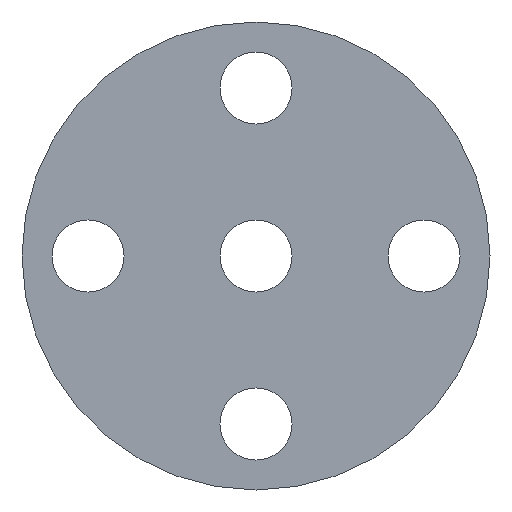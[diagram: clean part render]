
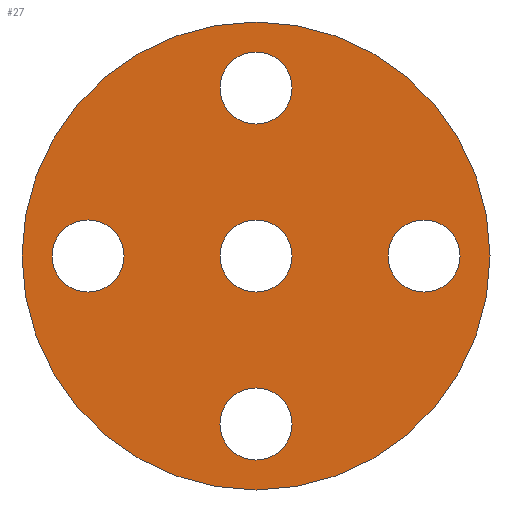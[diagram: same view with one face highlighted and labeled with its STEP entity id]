
A CAD part, front view. The second image highlights one B-rep face of the part: STEP entity #27.
In plain terms, the highlighted planar face has unit normal (0, -1, 0).
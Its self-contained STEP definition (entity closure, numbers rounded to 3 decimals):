
#2 = VERTEX_POINT ( 'NONE', #77 ) ;
#5 = DIRECTION ( 'NONE',  ( -1., 0., 0. ) ) ;
#13 = CARTESIAN_POINT ( 'NONE',  ( 9.75, 0., 0. ) ) ;
#16 = AXIS2_PLACEMENT_3D ( 'NONE', #84, #574, #633 ) ;
#27 = ADVANCED_FACE ( 'NONE', ( #235, #268, #476, #244, #321, #493 ), #203, .F. ) ;
#37 = VERTEX_POINT ( 'NONE', #152 ) ;
#38 = CARTESIAN_POINT ( 'NONE',  ( 0., 0., 0. ) ) ;
#48 = EDGE_CURVE ( 'NONE', #665, #37, #484, .T. ) ;
#50 = VERTEX_POINT ( 'NONE', #584 ) ;
#61 = CIRCLE ( 'NONE', #404, 1.5 ) ;
#72 = EDGE_LOOP ( 'NONE', ( #547, #543 ) ) ;
#77 = CARTESIAN_POINT ( 'NONE',  ( -5.5, 0., 0. ) ) ;
#79 = ORIENTED_EDGE ( 'NONE', *, *, #224, .F. ) ;
#80 = EDGE_LOOP ( 'NONE', ( #320, #315 ) ) ;
#82 = CIRCLE ( 'NONE', #16, 1.5 ) ;
#83 = CIRCLE ( 'NONE', #247, 9.75 ) ;
#84 = CARTESIAN_POINT ( 'NONE',  ( -7., 0., 0. ) ) ;
#106 = DIRECTION ( 'NONE',  ( 0., 1., 0. ) ) ;
#108 = ORIENTED_EDGE ( 'NONE', *, *, #283, .F. ) ;
#124 = DIRECTION ( 'NONE',  ( -1., 0., 0. ) ) ;
#131 = AXIS2_PLACEMENT_3D ( 'NONE', #666, #449, #5 ) ;
#142 = CIRCLE ( 'NONE', #477, 1.5 ) ;
#152 = CARTESIAN_POINT ( 'NONE',  ( -1.5, 0., 0. ) ) ;
#159 = ORIENTED_EDGE ( 'NONE', *, *, #585, .F. ) ;
#160 = DIRECTION ( 'NONE',  ( -1., 0., 0. ) ) ;
#163 = DIRECTION ( 'NONE',  ( -1., 0., 0. ) ) ;
#173 = DIRECTION ( 'NONE',  ( -1., 0., 0. ) ) ;
#182 = DIRECTION ( 'NONE',  ( 0., -1., 0. ) ) ;
#184 = CARTESIAN_POINT ( 'NONE',  ( -1.5, 0., 7. ) ) ;
#187 = AXIS2_PLACEMENT_3D ( 'NONE', #276, #386, #699 ) ;
#199 = DIRECTION ( 'NONE',  ( 0., -1., 0. ) ) ;
#203 = PLANE ( 'NONE',  #566 ) ;
#209 = EDGE_CURVE ( 'NONE', #284, #222, #277, .T. ) ;
#217 = CARTESIAN_POINT ( 'NONE',  ( 1.5, 0., -7. ) ) ;
#222 = VERTEX_POINT ( 'NONE', #217 ) ;
#223 = CARTESIAN_POINT ( 'NONE',  ( 0., 0., 0. ) ) ;
#224 = EDGE_CURVE ( 'NONE', #50, #385, #392, .T. ) ;
#225 = DIRECTION ( 'NONE',  ( -1., 0., 0. ) ) ;
#233 = EDGE_CURVE ( 'NONE', #363, #505, #259, .T. ) ;
#235 = FACE_BOUND ( 'NONE', #540, .T. ) ;
#238 = DIRECTION ( 'NONE',  ( 0., -1., 0. ) ) ;
#244 = FACE_BOUND ( 'NONE', #290, .T. ) ;
#247 = AXIS2_PLACEMENT_3D ( 'NONE', #548, #608, #225 ) ;
#256 = EDGE_CURVE ( 'NONE', #37, #665, #61, .T. ) ;
#259 = CIRCLE ( 'NONE', #689, 9.75 ) ;
#268 = FACE_BOUND ( 'NONE', #72, .T. ) ;
#276 = CARTESIAN_POINT ( 'NONE',  ( 0., 0., -7. ) ) ;
#277 = CIRCLE ( 'NONE', #187, 1.5 ) ;
#283 = EDGE_CURVE ( 'NONE', #385, #50, #309, .T. ) ;
#284 = VERTEX_POINT ( 'NONE', #539 ) ;
#289 = DIRECTION ( 'NONE',  ( 0., -1., 0. ) ) ;
#290 = EDGE_LOOP ( 'NONE', ( #482, #295 ) ) ;
#292 = EDGE_CURVE ( 'NONE', #505, #363, #83, .T. ) ;
#295 = ORIENTED_EDGE ( 'NONE', *, *, #532, .F. ) ;
#296 = VERTEX_POINT ( 'NONE', #553 ) ;
#309 = CIRCLE ( 'NONE', #436, 1.5 ) ;
#315 = ORIENTED_EDGE ( 'NONE', *, *, #48, .F. ) ;
#318 = CARTESIAN_POINT ( 'NONE',  ( 0., 0., 0. ) ) ;
#320 = ORIENTED_EDGE ( 'NONE', *, *, #256, .F. ) ;
#321 = FACE_BOUND ( 'NONE', #80, .T. ) ;
#325 = DIRECTION ( 'NONE',  ( 0., -1., 0. ) ) ;
#326 = CARTESIAN_POINT ( 'NONE',  ( 0., 0., 0. ) ) ;
#327 = AXIS2_PLACEMENT_3D ( 'NONE', #409, #238, #124 ) ;
#331 = DIRECTION ( 'NONE',  ( 0., -1., 0. ) ) ;
#343 = CARTESIAN_POINT ( 'NONE',  ( -9.75, 0., 0. ) ) ;
#346 = DIRECTION ( 'NONE',  ( -1., 0., 0. ) ) ;
#355 = CIRCLE ( 'NONE', #327, 1.5 ) ;
#357 = EDGE_CURVE ( 'NONE', #296, #456, #375, .T. ) ;
#358 = CARTESIAN_POINT ( 'NONE',  ( -7., 0., 0. ) ) ;
#363 = VERTEX_POINT ( 'NONE', #343 ) ;
#375 = CIRCLE ( 'NONE', #131, 1.5 ) ;
#385 = VERTEX_POINT ( 'NONE', #545 ) ;
#386 = DIRECTION ( 'NONE',  ( 0., -1., 0. ) ) ;
#392 = CIRCLE ( 'NONE', #504, 1.5 ) ;
#404 = AXIS2_PLACEMENT_3D ( 'NONE', #223, #331, #705 ) ;
#409 = CARTESIAN_POINT ( 'NONE',  ( 0., 0., 7. ) ) ;
#416 = CARTESIAN_POINT ( 'NONE',  ( 1.5, 0., 0. ) ) ;
#436 = AXIS2_PLACEMENT_3D ( 'NONE', #446, #551, #173 ) ;
#439 = CARTESIAN_POINT ( 'NONE',  ( 7., 0., 0. ) ) ;
#446 = CARTESIAN_POINT ( 'NONE',  ( 7., 0., 0. ) ) ;
#449 = DIRECTION ( 'NONE',  ( 0., -1., 0. ) ) ;
#451 = CARTESIAN_POINT ( 'NONE',  ( -8.5, 0., 0. ) ) ;
#456 = VERTEX_POINT ( 'NONE', #184 ) ;
#457 = AXIS2_PLACEMENT_3D ( 'NONE', #506, #182, #519 ) ;
#459 = EDGE_LOOP ( 'NONE', ( #521, #667 ) ) ;
#460 = EDGE_CURVE ( 'NONE', #471, #2, #142, .T. ) ;
#471 = VERTEX_POINT ( 'NONE', #451 ) ;
#472 = DIRECTION ( 'NONE',  ( -1., 0., 0. ) ) ;
#476 = FACE_BOUND ( 'NONE', #628, .T. ) ;
#477 = AXIS2_PLACEMENT_3D ( 'NONE', #358, #289, #346 ) ;
#478 = DIRECTION ( 'NONE',  ( 0., 1., 0. ) ) ;
#481 = EDGE_CURVE ( 'NONE', #456, #296, #355, .T. ) ;
#482 = ORIENTED_EDGE ( 'NONE', *, *, #209, .F. ) ;
#484 = CIRCLE ( 'NONE', #648, 1.5 ) ;
#486 = ORIENTED_EDGE ( 'NONE', *, *, #460, .F. ) ;
#493 = FACE_OUTER_BOUND ( 'NONE', #459, .T. ) ;
#504 = AXIS2_PLACEMENT_3D ( 'NONE', #439, #325, #160 ) ;
#505 = VERTEX_POINT ( 'NONE', #13 ) ;
#506 = CARTESIAN_POINT ( 'NONE',  ( 0., 0., -7. ) ) ;
#519 = DIRECTION ( 'NONE',  ( -1., 0., 0. ) ) ;
#521 = ORIENTED_EDGE ( 'NONE', *, *, #233, .F. ) ;
#532 = EDGE_CURVE ( 'NONE', #222, #284, #662, .T. ) ;
#539 = CARTESIAN_POINT ( 'NONE',  ( -1.5, 0., -7. ) ) ;
#540 = EDGE_LOOP ( 'NONE', ( #79, #108 ) ) ;
#543 = ORIENTED_EDGE ( 'NONE', *, *, #357, .F. ) ;
#545 = CARTESIAN_POINT ( 'NONE',  ( 8.5, 0., 0. ) ) ;
#547 = ORIENTED_EDGE ( 'NONE', *, *, #481, .F. ) ;
#548 = CARTESIAN_POINT ( 'NONE',  ( 0., 0., 0. ) ) ;
#551 = DIRECTION ( 'NONE',  ( 0., -1., 0. ) ) ;
#553 = CARTESIAN_POINT ( 'NONE',  ( 1.5, 0., 7. ) ) ;
#566 = AXIS2_PLACEMENT_3D ( 'NONE', #38, #478, #472 ) ;
#574 = DIRECTION ( 'NONE',  ( 0., -1., 0. ) ) ;
#584 = CARTESIAN_POINT ( 'NONE',  ( 5.5, 0., 0. ) ) ;
#585 = EDGE_CURVE ( 'NONE', #2, #471, #82, .T. ) ;
#608 = DIRECTION ( 'NONE',  ( 0., 1., 0. ) ) ;
#628 = EDGE_LOOP ( 'NONE', ( #486, #159 ) ) ;
#633 = DIRECTION ( 'NONE',  ( -1., 0., 0. ) ) ;
#646 = DIRECTION ( 'NONE',  ( -1., 0., 0. ) ) ;
#648 = AXIS2_PLACEMENT_3D ( 'NONE', #318, #199, #646 ) ;
#662 = CIRCLE ( 'NONE', #457, 1.5 ) ;
#665 = VERTEX_POINT ( 'NONE', #416 ) ;
#666 = CARTESIAN_POINT ( 'NONE',  ( 0., 0., 7. ) ) ;
#667 = ORIENTED_EDGE ( 'NONE', *, *, #292, .F. ) ;
#689 = AXIS2_PLACEMENT_3D ( 'NONE', #326, #106, #163 ) ;
#699 = DIRECTION ( 'NONE',  ( -1., 0., 0. ) ) ;
#705 = DIRECTION ( 'NONE',  ( -1., 0., 0. ) ) ;
